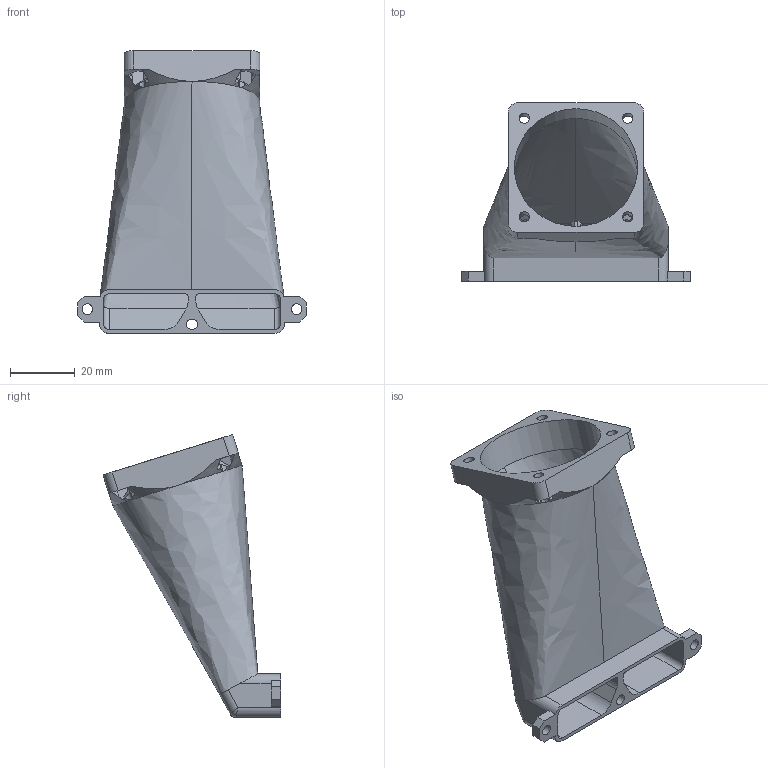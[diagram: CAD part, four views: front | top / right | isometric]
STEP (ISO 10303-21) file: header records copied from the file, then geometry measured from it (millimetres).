
FILE_DESCRIPTION(('HOOPS Exchange Step'),'2;1');
FILE_NAME('temp_export','2022-10-19T08:25:53-04:00',('mobile'),('Shapr3D Limited'),'HOOPS Exchange 2022.1','Shapr3D','Authorized');
FILE_SCHEMA( ('AUTOMOTIVE_DESIGN { 1 0 10303 214 1 1 1 1 }') );
Length unit declared in the file: millimetre
Products named in the file (2): 4020; root
Assembly tree (1 placements, depth 2):
  root
    4020
Bounding box: 70.8 x 55.11 x 87.57 mm (x, y, z)
Volume: 17263.2 mm3; surface area: 25632.8 mm2
Topology: 1 solids, 1 shells, 178 faces, 505 edges, 327 vertices
Faces by surface type: plane 96, cylinder 44, bspline 34, cone 4
Full cylindrical faces by diameter (mm): 3.3 x7, 38.2 x1
Entity records: 11522 total; most frequent: CARTESIAN_POINT 7255, ORIENTED_EDGE 1006, DIRECTION 675, EDGE_CURVE 503, VERTEX_POINT 327, VECTOR 243, LINE 243, AXIS2_PLACEMENT_3D 216
